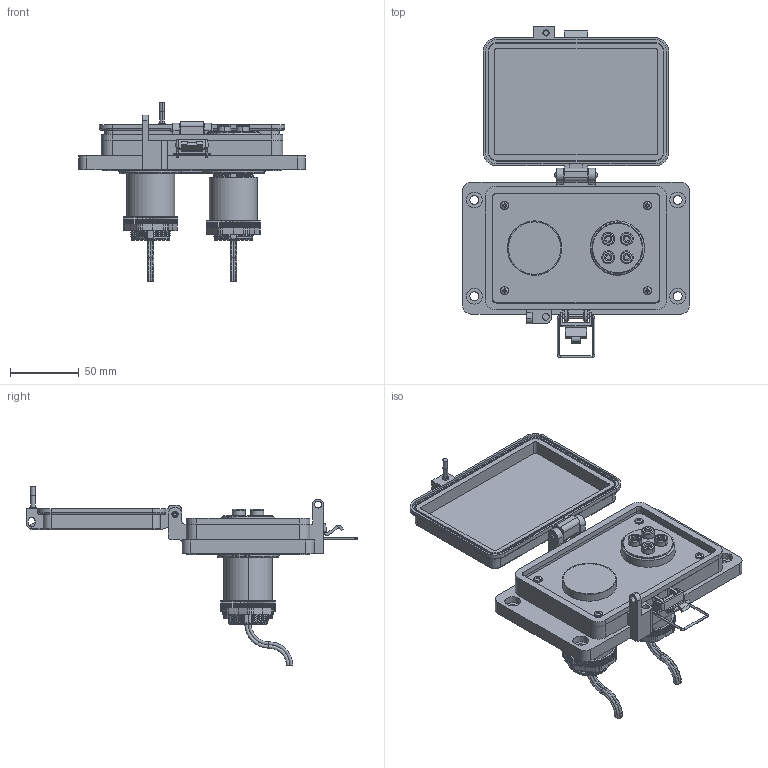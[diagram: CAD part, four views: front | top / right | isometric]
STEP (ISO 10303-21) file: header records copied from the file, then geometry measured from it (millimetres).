
FILE_DESCRIPTION (( 'STEP AP203' ), '1' );
FILE_NAME ('P-S11S21-M3RX_3D.STEP', '2024-04-23T20:53:57', ( '' ), ( '' ), 'SwSTEP 2.0', 'SolidWorks 2023', '' );
FILE_SCHEMA (( 'CONFIG_CONTROL_DESIGN' ));
Length unit declared in the file: millimetre
Products named in the file (18): R-3W-UNIT; 92005A124_METRIC PAN HEAD PHILLIPS MACHINE SCREW_92005A124; R-3MT_ORING; R-3MT_NUT; P-S11S21-M3RX_FP060_1; P-S10S21-M3RX_Con-C_ Rev-A; R-3MT_UNIT; R-3MT; R-3W-SEAL; Z-H-M3_B; R-3W_NUT; R-3W; R-3W-LABEL; R-3W-SLEEVE; -M3; R-3MT_SLEEVE; P-S11S21-M3RX_3D
Assembly tree (20 placements, depth 4):
  P-S11S21-M3RX_3D
    -M3
      Z-H-M3_B
    P-S10S21-M3RX_Con-C_ Rev-A
    R-3W
      R-3W-UNIT
        R-3W-UNIT
        R-3W-LABEL
      R-3W-SEAL
      R-3W-SLEEVE
      R-3W_NUT
    R-3MT
      R-3MT_UNIT
      R-3MT_NUT
      R-3MT_ORING
      R-3MT_SLEEVE
    P-S11S21-M3RX_FP060_1
    92005A124_METRIC PAN HEAD PHILLIPS MACHINE SCREW_92005A124  x4
Bounding box: 164.96 x 241.34 x 130.65 mm (x, y, z)
Volume: 378466.5 mm3; surface area: 194654.1 mm2
Topology: 37 solids, 37 shells, 3227 faces, 8980 edges, 5859 vertices
Faces by surface type: plane 1133, cylinder 1010, bspline 816, torus 125, cone 105, sphere 38
Entity records: 139227 total; most frequent: CARTESIAN_POINT 76896, ORIENTED_EDGE 14792, DIRECTION 9237, EDGE_CURVE 7396, VERTEX_POINT 4812, AXIS2_PLACEMENT_3D 3146, VECTOR 2945, LINE 2945
